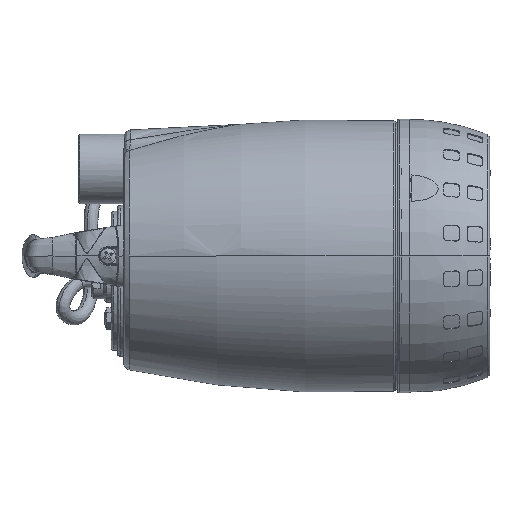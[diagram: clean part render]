
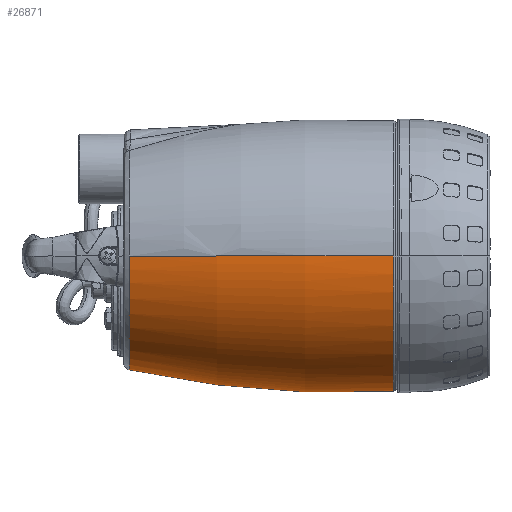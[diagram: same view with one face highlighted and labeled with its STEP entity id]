
A CAD part, left-side view. The second image highlights one B-rep face of the part: STEP entity #26871.
In plain terms, the highlighted toroidal (fillet/blend) face has major radius 543.008 mm and minor radius 631.008 mm.
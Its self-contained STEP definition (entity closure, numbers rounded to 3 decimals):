
#1295 = DIRECTION ( 'NONE',  ( 0., 0., 1. ) ) ;
#3665 = EDGE_CURVE ( 'NONE', #15094, #54633, #32388, .T. ) ;
#5615 = VERTEX_POINT ( 'NONE', #43209 ) ;
#7586 = CARTESIAN_POINT ( 'NONE',  ( -4.208, -73.34, -3.771 ) ) ;
#8433 = CARTESIAN_POINT ( 'NONE',  ( -63.335, -37.695, -3.771 ) ) ;
#15094 = VERTEX_POINT ( 'NONE', #85312 ) ;
#15171 = CARTESIAN_POINT ( 'NONE',  ( 87.041, 0., -173.769 ) ) ;
#15525 = CARTESIAN_POINT ( 'NONE',  ( -63.753, -59.738, -173.769 ) ) ;
#18759 = CARTESIAN_POINT ( 'NONE',  ( 30.793, -81.761, -173.769 ) ) ;
#19540 = CARTESIAN_POINT ( 'NONE',  ( -10.538, -72.793, -3.771 ) ) ;
#19775 = CARTESIAN_POINT ( 'NONE',  ( 0., -73.34, -3.771 ) ) ;
#26871 = ADVANCED_FACE ( 'NONE', ( #62924 ), #115537, .T. ) ;
#30736 = CARTESIAN_POINT ( 'NONE',  ( 5.688, -87.041, -173.769 ) ) ;
#31707 = CARTESIAN_POINT ( 'NONE',  ( -41.097, -76.887, -173.769 ) ) ;
#32388 = CIRCLE ( 'NONE', #106041, 631.008 ) ;
#33674 = AXIS2_PLACEMENT_3D ( 'NONE', #100545, #141544, #87736 ) ;
#36145 = DIRECTION ( 'NONE',  ( 0., 0., -1. ) ) ;
#41564 = EDGE_CURVE ( 'NONE', #92923, #5615, #114722, .T. ) ;
#43209 = CARTESIAN_POINT ( 'NONE',  ( -87.041, 0., -173.769 ) ) ;
#44229 = B_SPLINE_CURVE_WITH_KNOTS ( 'NONE', 3,
 ( #19775, #47084, #162487, #44559, #149661, #59055, #126562, #96681, #100046, #46239, #163337, #45390, #148816, #136004 ),
 .UNSPECIFIED., .F., .F.,
 ( 4, 1, 1, 1, 1, 1, 1, 1, 1, 1, 1, 4 ),
 ( 0., 0.062, 0.094, 0.125, 0.188, 0.25, 0.313, 0.375, 0.438, 0.5, 0.562, 0.57 ),
 .UNSPECIFIED. ) ;
#44559 = CARTESIAN_POINT ( 'NONE',  ( 18.77, -70.991, -3.771 ) ) ;
#45355 = CARTESIAN_POINT ( 'NONE',  ( -48.435, -72.489, -173.769 ) ) ;
#45390 = CARTESIAN_POINT ( 'NONE',  ( 73.293, -5.185, -3.771 ) ) ;
#46239 = CARTESIAN_POINT ( 'NONE',  ( 68.86, -26.276, -3.771 ) ) ;
#47084 = CARTESIAN_POINT ( 'NONE',  ( 4.208, -73.34, -3.771 ) ) ;
#47692 = CARTESIAN_POINT ( 'NONE',  ( -26.818, -68.488, -3.771 ) ) ;
#48114 = VERTEX_POINT ( 'NONE', #67472 ) ;
#48965 = CARTESIAN_POINT ( 'NONE',  ( 543.008, 0., -139. ) ) ;
#54633 = VERTEX_POINT ( 'NONE', #15171 ) ;
#54742 = ORIENTED_EDGE ( 'NONE', *, *, #125182, .F. ) ;
#54805 = CARTESIAN_POINT ( 'NONE',  ( -87.041, 0., -173.769 ) ) ;
#56485 = CARTESIAN_POINT ( 'NONE',  ( -85.919, -17.09, -173.769 ) ) ;
#57975 = CARTESIAN_POINT ( 'NONE',  ( -18.77, -70.991, -3.771 ) ) ;
#58037 = CARTESIAN_POINT ( 'NONE',  ( 41.097, -76.887, -173.769 ) ) ;
#58858 = EDGE_CURVE ( 'NONE', #48114, #5615, #61957, .T. ) ;
#59055 = CARTESIAN_POINT ( 'NONE',  ( 36.429, -64.072, -3.771 ) ) ;
#60136 = VERTEX_POINT ( 'NONE', #140829 ) ;
#61957 = CIRCLE ( 'NONE', #124661, 631.008 ) ;
#62924 = FACE_OUTER_BOUND ( 'NONE', #98659, .T. ) ;
#66201 = CARTESIAN_POINT ( 'NONE',  ( -543.008, 0., -139. ) ) ;
#67472 = CARTESIAN_POINT ( 'NONE',  ( -73.34, 0., -3.771 ) ) ;
#70857 = CARTESIAN_POINT ( 'NONE',  ( 87.041, 0., -173.769 ) ) ;
#80445 = CARTESIAN_POINT ( 'NONE',  ( -72.84, -48.668, -173.769 ) ) ;
#81430 = ORIENTED_EDGE ( 'NONE', *, *, #41564, .F. ) ;
#83625 = CARTESIAN_POINT ( 'NONE',  ( -68.86, -26.276, -3.771 ) ) ;
#84475 = CARTESIAN_POINT ( 'NONE',  ( -46.875, -56.877, -3.771 ) ) ;
#85311 = CARTESIAN_POINT ( 'NONE',  ( -73.34, -0.486, -3.771 ) ) ;
#85312 = CARTESIAN_POINT ( 'NONE',  ( 73.34, 0., -3.771 ) ) ;
#86155 = CARTESIAN_POINT ( 'NONE',  ( -72.346, -14.079, -3.771 ) ) ;
#86266 = EDGE_CURVE ( 'NONE', #48114, #60136, #153666, .T. ) ;
#87736 = DIRECTION ( 'NONE',  ( -1., 0., 0. ) ) ;
#92923 = VERTEX_POINT ( 'NONE', #124504 ) ;
#93982 = CARTESIAN_POINT ( 'NONE',  ( 87.041, -5.697, -173.769 ) ) ;
#94827 = CARTESIAN_POINT ( 'NONE',  ( 0., -87.041, -173.769 ) ) ;
#96681 = CARTESIAN_POINT ( 'NONE',  ( 55.933, -47.996, -3.771 ) ) ;
#97626 = ORIENTED_EDGE ( 'NONE', *, *, #3665, .F. ) ;
#98659 = EDGE_LOOP ( 'NONE', ( #97626, #54742, #105122, #155278, #81430, #152114 ) ) ;
#100046 = CARTESIAN_POINT ( 'NONE',  ( 63.335, -37.695, -3.771 ) ) ;
#100545 = CARTESIAN_POINT ( 'NONE',  ( 0., 0., -139. ) ) ;
#101083 = DIRECTION ( 'NONE',  ( 0., -1., 0. ) ) ;
#105122 = ORIENTED_EDGE ( 'NONE', *, *, #86266, .F. ) ;
#106041 = AXIS2_PLACEMENT_3D ( 'NONE', #66201, #129489, #1295 ) ;
#108628 = CARTESIAN_POINT ( 'NONE',  ( -87.041, -5.697, -173.769 ) ) ;
#111805 = CARTESIAN_POINT ( 'NONE',  ( 0., -73.34, -3.771 ) ) ;
#112087 = B_SPLINE_CURVE_WITH_KNOTS ( 'NONE', 3,
 ( #70857, #93982, #146959, #119635, #147800, #158947, #146106, #120471, #58037, #18759, #123000, #30736, #94827 ),
 .UNSPECIFIED., .F., .F.,
 ( 4, 1, 1, 1, 1, 1, 1, 1, 1, 1, 4 ),
 ( 0.5, 0.562, 0.625, 0.687, 0.75, 0.781, 0.812, 0.844, 0.875, 0.938, 1. ),
 .UNSPECIFIED. ) ;
#112664 = CARTESIAN_POINT ( 'NONE',  ( -36.429, -64.072, -3.771 ) ) ;
#112769 = EDGE_CURVE ( 'NONE', #54633, #92923, #112087, .T. ) ;
#114722 = B_SPLINE_CURVE_WITH_KNOTS ( 'NONE', 3,
 ( #148779, #161618, #147940, #160778, #31707, #45355, #134284, #15525, #80445, #146251, #56485, #108628, #54805 ),
 .UNSPECIFIED., .F., .F.,
 ( 4, 1, 1, 1, 1, 1, 1, 1, 1, 1, 4 ),
 ( 0., 0.062, 0.125, 0.156, 0.188, 0.219, 0.25, 0.313, 0.375, 0.438, 0.5 ),
 .UNSPECIFIED. ) ;
#115537 = TOROIDAL_SURFACE ( 'NONE', #33674, -543.008, 631.008 ) ;
#119635 = CARTESIAN_POINT ( 'NONE',  ( 80.934, -33.524, -173.769 ) ) ;
#120471 = CARTESIAN_POINT ( 'NONE',  ( 48.435, -72.489, -173.769 ) ) ;
#122941 = CARTESIAN_POINT ( 'NONE',  ( -55.933, -47.996, -3.771 ) ) ;
#123000 = CARTESIAN_POINT ( 'NONE',  ( 17.093, -85.92, -173.769 ) ) ;
#124504 = CARTESIAN_POINT ( 'NONE',  ( 0., -87.041, -173.769 ) ) ;
#124661 = AXIS2_PLACEMENT_3D ( 'NONE', #48965, #101083, #36145 ) ;
#125182 = EDGE_CURVE ( 'NONE', #60136, #15094, #44229, .T. ) ;
#126562 = CARTESIAN_POINT ( 'NONE',  ( 46.875, -56.877, -3.771 ) ) ;
#129489 = DIRECTION ( 'NONE',  ( 0., 1., 0. ) ) ;
#134284 = CARTESIAN_POINT ( 'NONE',  ( -55.308, -67.392, -173.769 ) ) ;
#136004 = CARTESIAN_POINT ( 'NONE',  ( 73.34, 0., -3.771 ) ) ;
#136615 = CARTESIAN_POINT ( 'NONE',  ( -73.34, 0., -3.771 ) ) ;
#137458 = CARTESIAN_POINT ( 'NONE',  ( -73.293, -5.185, -3.771 ) ) ;
#140829 = CARTESIAN_POINT ( 'NONE',  ( 0., -73.34, -3.771 ) ) ;
#141544 = DIRECTION ( 'NONE',  ( 0., 0., -1. ) ) ;
#146106 = CARTESIAN_POINT ( 'NONE',  ( 55.308, -67.392, -173.769 ) ) ;
#146251 = CARTESIAN_POINT ( 'NONE',  ( -80.934, -33.524, -173.769 ) ) ;
#146959 = CARTESIAN_POINT ( 'NONE',  ( 85.919, -17.09, -173.769 ) ) ;
#147800 = CARTESIAN_POINT ( 'NONE',  ( 72.84, -48.668, -173.769 ) ) ;
#147940 = CARTESIAN_POINT ( 'NONE',  ( -17.093, -85.92, -173.769 ) ) ;
#148779 = CARTESIAN_POINT ( 'NONE',  ( 0., -87.041, -173.769 ) ) ;
#148816 = CARTESIAN_POINT ( 'NONE',  ( 73.34, -0.486, -3.771 ) ) ;
#149661 = CARTESIAN_POINT ( 'NONE',  ( 26.818, -68.488, -3.771 ) ) ;
#152114 = ORIENTED_EDGE ( 'NONE', *, *, #112769, .F. ) ;
#153666 = B_SPLINE_CURVE_WITH_KNOTS ( 'NONE', 3,
 ( #136615, #85311, #137458, #86155, #83625, #8433, #122941, #84475, #112664, #47692, #57975, #19540, #7586, #111805 ),
 .UNSPECIFIED., .F., .F.,
 ( 4, 1, 1, 1, 1, 1, 1, 1, 1, 1, 1, 4 ),
 ( 0.43, 0.438, 0.5, 0.562, 0.625, 0.687, 0.75, 0.812, 0.875, 0.906, 0.938, 1. ),
 .UNSPECIFIED. ) ;
#155278 = ORIENTED_EDGE ( 'NONE', *, *, #58858, .T. ) ;
#158947 = CARTESIAN_POINT ( 'NONE',  ( 63.753, -59.738, -173.769 ) ) ;
#160778 = CARTESIAN_POINT ( 'NONE',  ( -30.793, -81.761, -173.769 ) ) ;
#161618 = CARTESIAN_POINT ( 'NONE',  ( -5.688, -87.041, -173.769 ) ) ;
#162487 = CARTESIAN_POINT ( 'NONE',  ( 10.538, -72.793, -3.771 ) ) ;
#163337 = CARTESIAN_POINT ( 'NONE',  ( 72.346, -14.079, -3.771 ) ) ;
